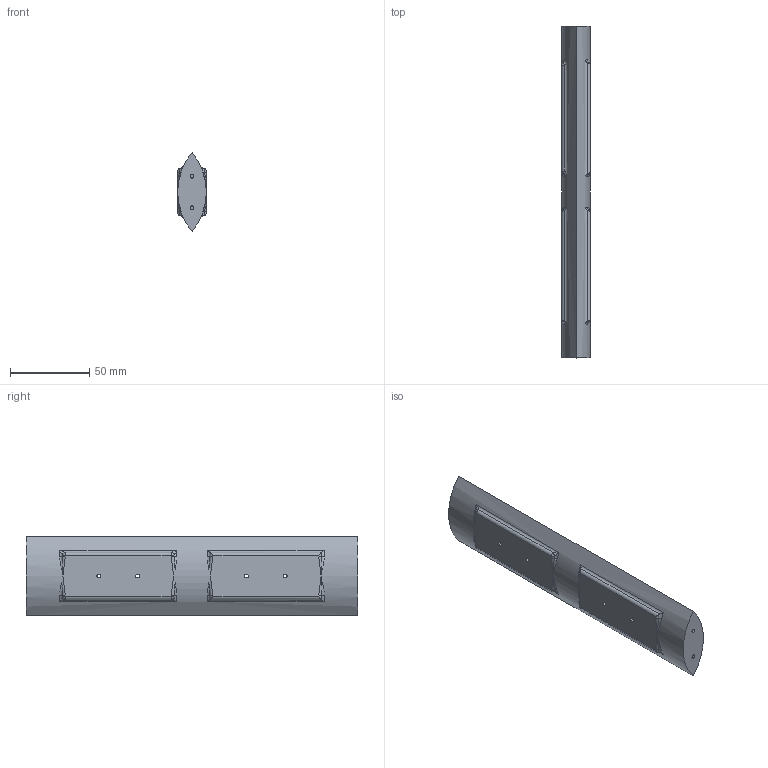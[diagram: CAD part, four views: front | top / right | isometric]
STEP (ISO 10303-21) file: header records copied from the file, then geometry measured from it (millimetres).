
FILE_DESCRIPTION(/* description */ (''),/* implementation_level */ '2;1');
FILE_NAME(/* name */ 'uvcholder_wood.stp',/* time_stamp */ '2020-11-02T14:26:16+01:00',/* author */ ('Dane'),/* organization */ (''),/* preprocessor_version */ 'ST-DEVELOPER v18',/* originating_system */ 'Autodesk Inventor 2020',/* authorisation */ '');
FILE_SCHEMA (('AUTOMOTIVE_DESIGN { 1 0 10303 214 3 1 1 }'));
Length unit declared in the file: millimetre
Products named in the file (1): uvcholder_wood
Bounding box: 18.1 x 210 x 50 mm (x, y, z)
Volume: 137063.7 mm3; surface area: 26387.6 mm2
Topology: 1 solids, 1 shells, 108 faces, 286 edges, 152 vertices
Faces by surface type: bspline 52, cylinder 26, torus 16, plane 10, sphere 4
Full cylindrical faces by diameter (mm): 2.5 x8
Entity records: 5087 total; most frequent: CARTESIAN_POINT 2911, ORIENTED_EDGE 500, DIRECTION 332, EDGE_CURVE 250, VERTEX_POINT 152, AXIS2_PLACEMENT_3D 149, B_SPLINE_CURVE_WITH_KNOTS 124, EDGE_LOOP 124
